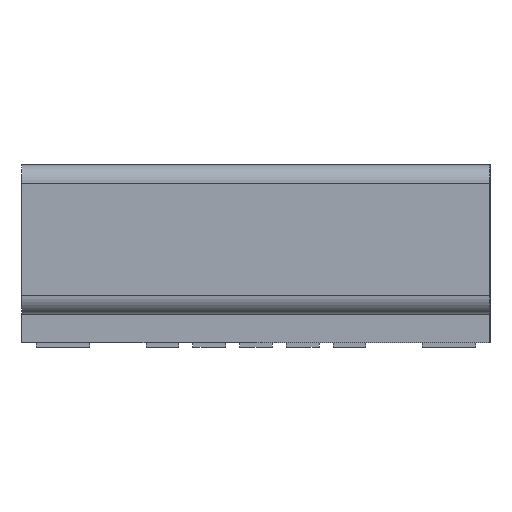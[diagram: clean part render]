
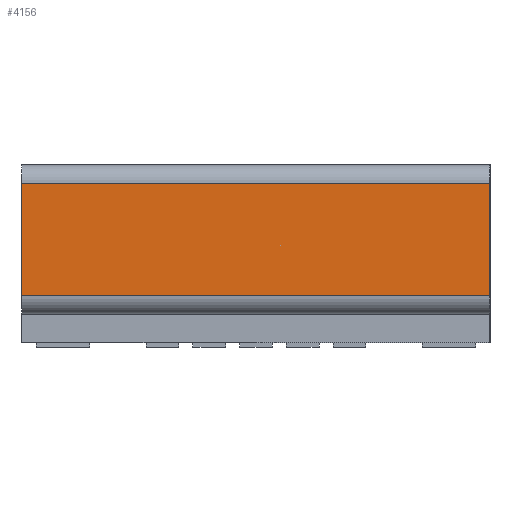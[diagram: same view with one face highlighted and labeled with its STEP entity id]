
A CAD part, left-side view. The second image highlights one B-rep face of the part: STEP entity #4156.
In plain terms, the highlighted planar face has unit normal (-1, 0, 0).
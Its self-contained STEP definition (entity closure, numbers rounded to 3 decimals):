
#168=FACE_OUTER_BOUND('',#432,.T.);
#432=EDGE_LOOP('',(#2905,#2906,#2907,#2908));
#714=LINE('',#5985,#1260);
#739=LINE('',#6045,#1285);
#740=LINE('',#6049,#1286);
#746=LINE('',#6063,#1292);
#1260=VECTOR('',#4824,10.);
#1285=VECTOR('',#4885,10.);
#1286=VECTOR('',#4890,10.);
#1292=VECTOR('',#4906,10.);
#1796=VERTEX_POINT('',#5982);
#1797=VERTEX_POINT('',#5984);
#1814=VERTEX_POINT('',#6044);
#1815=VERTEX_POINT('',#6048);
#2193=EDGE_CURVE('',#1797,#1796,#714,.T.);
#2224=EDGE_CURVE('',#1797,#1814,#739,.T.);
#2226=EDGE_CURVE('',#1814,#1815,#740,.T.);
#2234=EDGE_CURVE('',#1815,#1796,#746,.T.);
#2905=ORIENTED_EDGE('',*,*,#2224,.F.);
#2906=ORIENTED_EDGE('',*,*,#2193,.T.);
#2907=ORIENTED_EDGE('',*,*,#2234,.F.);
#2908=ORIENTED_EDGE('',*,*,#2226,.F.);
#3902=PLANE('',#4480);
#4156=ADVANCED_FACE('',(#168),#3902,.T.);
#4480=AXIS2_PLACEMENT_3D('',#6065,#4909,#4910);
#4824=DIRECTION('',(0.,0.,1.));
#4885=DIRECTION('',(0.,1.,0.));
#4890=DIRECTION('',(0.,0.,1.));
#4906=DIRECTION('',(0.,-1.,0.));
#4909=DIRECTION('center_axis',(-1.,0.,0.));
#4910=DIRECTION('ref_axis',(0.,-1.,0.));
#5982=CARTESIAN_POINT('',(0.,0.,3.4));
#5984=CARTESIAN_POINT('',(0.,0.,1.));
#5985=CARTESIAN_POINT('',(0.,0.,0.6));
#6044=CARTESIAN_POINT('',(0.,10.,1.));
#6045=CARTESIAN_POINT('',(0.,7.5,1.));
#6048=CARTESIAN_POINT('',(0.,10.,3.4));
#6049=CARTESIAN_POINT('',(0.,10.,0.6));
#6063=CARTESIAN_POINT('',(0.,7.5,3.4));
#6065=CARTESIAN_POINT('Origin',(0.,10.,0.6));
